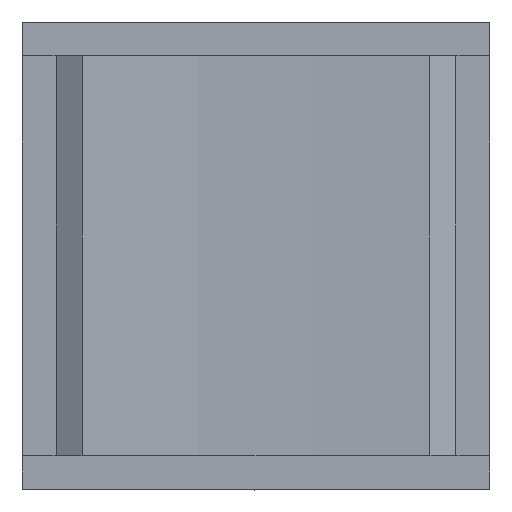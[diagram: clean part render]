
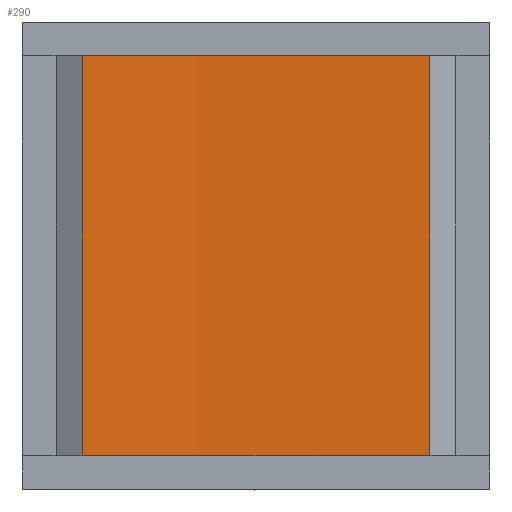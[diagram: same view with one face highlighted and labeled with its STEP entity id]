
A CAD part, top view. The second image highlights one B-rep face of the part: STEP entity #290.
In plain terms, the highlighted cylindrical face has radius 74.967 mm (diameter 149.933 mm), a partial arc.
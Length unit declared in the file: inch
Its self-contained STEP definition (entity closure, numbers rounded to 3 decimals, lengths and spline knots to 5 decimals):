
#232=CARTESIAN_POINT('',(0.26378,-0.30315,1.33346));
#233=VERTEX_POINT('',#232);
#240=CARTESIAN_POINT('',(-0.26378,-0.30315,1.33346));
#241=VERTEX_POINT('',#240);
#242=CARTESIAN_POINT('',(0.,-0.30315,4.2731));
#243=DIRECTION('',(0.0,1.0,0.0));
#244=DIRECTION('',(-0.089,0.0,-0.996));
#245=AXIS2_PLACEMENT_3D('',#242,#243,#244);
#246=CIRCLE('',#245,2.95144);
#247=EDGE_CURVE('',#233,#241,#246,.T.);
#259=CARTESIAN_POINT('',(0.,-0.33346,4.2731));
#260=DIRECTION('',(0.0,1.0,0.0));
#261=DIRECTION('',(0.0,0.0,1.0));
#262=AXIS2_PLACEMENT_3D('',#259,#260,#261);
#263=CYLINDRICAL_SURFACE('',#262,2.95144);
#264=CARTESIAN_POINT('',(-0.26378,0.30315,1.33346));
#265=VERTEX_POINT('',#264);
#266=CARTESIAN_POINT('',(0.26378,0.30315,1.33346));
#267=VERTEX_POINT('',#266);
#268=CARTESIAN_POINT('',(0.,0.30315,4.2731));
#269=DIRECTION('',(0.0,-1.0,0.0));
#270=DIRECTION('',(-0.089,0.0,-0.996));
#271=AXIS2_PLACEMENT_3D('',#268,#269,#270);
#272=CIRCLE('',#271,2.95144);
#273=EDGE_CURVE('',#265,#267,#272,.T.);
#274=ORIENTED_EDGE('',*,*,#273,.F.);
#275=CARTESIAN_POINT('',(-0.26378,-0.30315,1.33346));
#276=DIRECTION('',(0.0,1.0,0.0));
#277=VECTOR('',#276,0.6063);
#278=LINE('',#275,#277);
#279=EDGE_CURVE('',#241,#265,#278,.T.);
#280=ORIENTED_EDGE('',*,*,#279,.F.);
#281=ORIENTED_EDGE('',*,*,#247,.F.);
#282=CARTESIAN_POINT('',(0.26378,0.30315,1.33346));
#283=DIRECTION('',(0.0,-1.0,0.0));
#284=VECTOR('',#283,0.6063);
#285=LINE('',#282,#284);
#286=EDGE_CURVE('',#267,#233,#285,.T.);
#287=ORIENTED_EDGE('',*,*,#286,.F.);
#288=EDGE_LOOP('',(#274,#280,#281,#287));
#289=FACE_OUTER_BOUND('',#288,.T.);
#290=ADVANCED_FACE('',(#289),#263,.F.);
